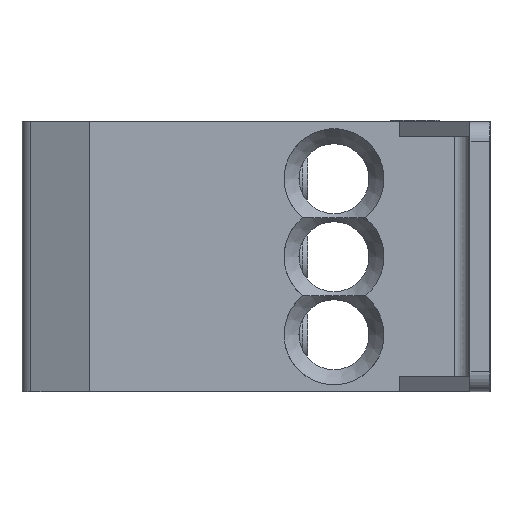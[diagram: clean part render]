
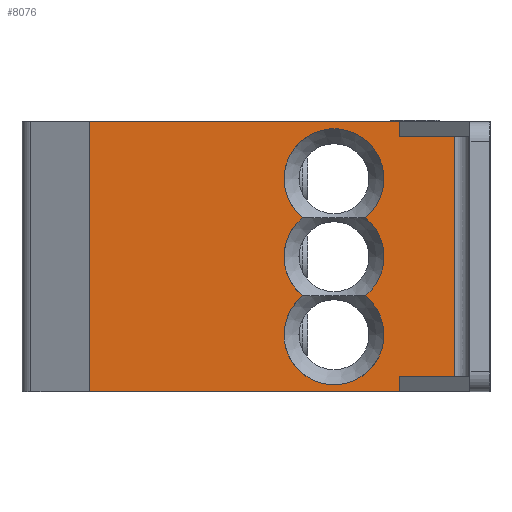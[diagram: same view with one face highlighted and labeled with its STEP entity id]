
A CAD part, left-side view. The second image highlights one B-rep face of the part: STEP entity #8076.
In plain terms, the highlighted planar face has unit normal (-1, 0, 0).
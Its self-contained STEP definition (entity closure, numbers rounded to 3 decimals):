
#444=FACE_BOUND('',#1461,.T.);
#731=CIRCLE('',#8575,5.);
#732=CIRCLE('',#8576,5.);
#733=CIRCLE('',#8577,5.);
#734=CIRCLE('',#8578,5.);
#1006=FACE_OUTER_BOUND('',#1460,.T.);
#1460=EDGE_LOOP('',(#5086,#5087,#5088,#5089,#5090,#5091,#5092,#5093));
#1461=EDGE_LOOP('',(#5094,#5095,#5096,#5097));
#2012=LINE('',#11689,#2502);
#2032=LINE('',#11747,#2522);
#2033=LINE('',#11749,#2523);
#2034=LINE('',#11751,#2524);
#2035=LINE('',#11753,#2525);
#2036=LINE('',#11755,#2526);
#2037=LINE('',#11757,#2527);
#2038=LINE('',#11758,#2528);
#2502=VECTOR('',#9499,31.05);
#2522=VECTOR('',#9547,1.5);
#2523=VECTOR('',#9548,5.5);
#2524=VECTOR('',#9549,24.);
#2525=VECTOR('',#9550,5.5);
#2526=VECTOR('',#9551,1.5);
#2527=VECTOR('',#9552,31.05);
#2528=VECTOR('',#9553,27.);
#3020=VERTEX_POINT('',#11686);
#3021=VERTEX_POINT('',#11688);
#3045=VERTEX_POINT('',#11746);
#3046=VERTEX_POINT('',#11748);
#3047=VERTEX_POINT('',#11750);
#3048=VERTEX_POINT('',#11752);
#3049=VERTEX_POINT('',#11754);
#3050=VERTEX_POINT('',#11756);
#3051=VERTEX_POINT('',#11759);
#3052=VERTEX_POINT('',#11760);
#3053=VERTEX_POINT('',#11762);
#3054=VERTEX_POINT('',#11764);
#3829=EDGE_CURVE('',#3020,#3021,#2012,.T.);
#3858=EDGE_CURVE('',#3020,#3045,#2032,.T.);
#3859=EDGE_CURVE('',#3045,#3046,#2033,.T.);
#3860=EDGE_CURVE('',#3047,#3046,#2034,.T.);
#3861=EDGE_CURVE('',#3047,#3048,#2035,.T.);
#3862=EDGE_CURVE('',#3048,#3049,#2036,.T.);
#3863=EDGE_CURVE('',#3050,#3049,#2037,.T.);
#3864=EDGE_CURVE('',#3050,#3021,#2038,.T.);
#3865=EDGE_CURVE('',#3051,#3052,#731,.T.);
#3866=EDGE_CURVE('',#3052,#3053,#732,.T.);
#3867=EDGE_CURVE('',#3053,#3054,#733,.T.);
#3868=EDGE_CURVE('',#3054,#3051,#734,.T.);
#5086=ORIENTED_EDGE('',*,*,#3829,.F.);
#5087=ORIENTED_EDGE('',*,*,#3858,.T.);
#5088=ORIENTED_EDGE('',*,*,#3859,.T.);
#5089=ORIENTED_EDGE('',*,*,#3860,.F.);
#5090=ORIENTED_EDGE('',*,*,#3861,.T.);
#5091=ORIENTED_EDGE('',*,*,#3862,.T.);
#5092=ORIENTED_EDGE('',*,*,#3863,.F.);
#5093=ORIENTED_EDGE('',*,*,#3864,.T.);
#5094=ORIENTED_EDGE('',*,*,#3865,.T.);
#5095=ORIENTED_EDGE('',*,*,#3866,.T.);
#5096=ORIENTED_EDGE('',*,*,#3867,.T.);
#5097=ORIENTED_EDGE('',*,*,#3868,.T.);
#7371=PLANE('',#8574);
#8076=ADVANCED_FACE('',(#1006,#444),#7371,.F.);
#8574=AXIS2_PLACEMENT_3D('',#11745,#9545,#9546);
#8575=AXIS2_PLACEMENT_3D('',#11761,#9554,#9555);
#8576=AXIS2_PLACEMENT_3D('',#11763,#9556,#9557);
#8577=AXIS2_PLACEMENT_3D('',#11765,#9558,#9559);
#8578=AXIS2_PLACEMENT_3D('',#11766,#9560,#9561);
#9499=DIRECTION('',(0.,1.,0.));
#9545=DIRECTION('center_axis',(1.,0.,0.));
#9546=DIRECTION('ref_axis',(0.,0.,-1.));
#9547=DIRECTION('',(0.,0.,1.));
#9548=DIRECTION('',(0.,-1.,0.));
#9549=DIRECTION('',(0.,0.,-1.));
#9550=DIRECTION('',(0.,1.,0.));
#9551=DIRECTION('',(0.,0.,1.));
#9552=DIRECTION('',(0.,-1.,0.));
#9553=DIRECTION('',(0.,0.,-1.));
#9554=DIRECTION('center_axis',(1.,0.,0.));
#9555=DIRECTION('ref_axis',(0.,1.,0.));
#9556=DIRECTION('center_axis',(1.,0.,0.));
#9557=DIRECTION('ref_axis',(0.,1.,0.));
#9558=DIRECTION('center_axis',(1.,0.,0.));
#9559=DIRECTION('ref_axis',(0.,1.,0.));
#9560=DIRECTION('center_axis',(1.,0.,0.));
#9561=DIRECTION('ref_axis',(0.,1.,0.));
#11686=CARTESIAN_POINT('',(17.5,9.,-27.));
#11688=CARTESIAN_POINT('',(17.5,40.05,-27.));
#11689=CARTESIAN_POINT('',(17.5,12.5,-27.));
#11745=CARTESIAN_POINT('Origin',(17.5,2.,0.));
#11746=CARTESIAN_POINT('',(17.5,9.,-25.5));
#11747=CARTESIAN_POINT('',(17.5,9.,-13.5));
#11748=CARTESIAN_POINT('',(17.5,3.5,-25.5));
#11749=CARTESIAN_POINT('',(17.5,3.237,-25.5));
#11750=CARTESIAN_POINT('',(17.5,3.5,-1.5));
#11751=CARTESIAN_POINT('',(17.5,3.5,0.));
#11752=CARTESIAN_POINT('',(17.5,9.,-1.5));
#11753=CARTESIAN_POINT('',(17.5,3.237,-1.5));
#11754=CARTESIAN_POINT('',(17.5,9.,0.));
#11755=CARTESIAN_POINT('',(17.5,9.,0.));
#11756=CARTESIAN_POINT('',(17.5,40.05,0.));
#11757=CARTESIAN_POINT('',(17.5,12.5,0.));
#11758=CARTESIAN_POINT('',(17.5,40.05,-25.5));
#11759=CARTESIAN_POINT('',(17.5,18.729,-17.4));
#11760=CARTESIAN_POINT('',(17.5,18.729,-9.6));
#11761=CARTESIAN_POINT('Origin',(17.5,15.6,-13.5));
#11762=CARTESIAN_POINT('',(17.5,12.471,-9.6));
#11763=CARTESIAN_POINT('Origin',(17.5,15.6,-5.7));
#11764=CARTESIAN_POINT('',(17.5,12.471,-17.4));
#11765=CARTESIAN_POINT('Origin',(17.5,15.6,-13.5));
#11766=CARTESIAN_POINT('Origin',(17.5,15.6,-21.3));
